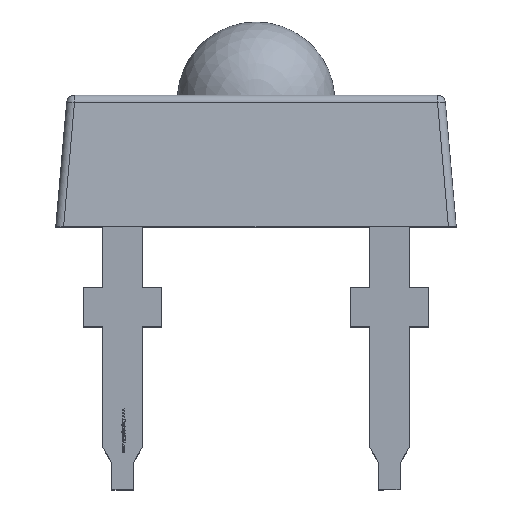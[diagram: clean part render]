
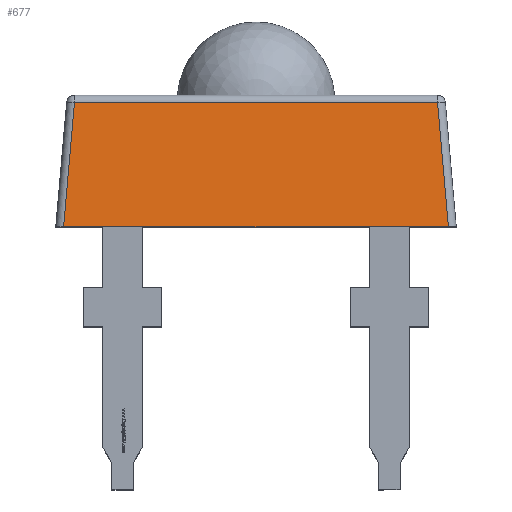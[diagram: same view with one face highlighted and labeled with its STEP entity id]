
A CAD part, top view. The second image highlights one B-rep face of the part: STEP entity #677.
In plain terms, the highlighted planar face has unit normal (0, 0.087, 0.996).
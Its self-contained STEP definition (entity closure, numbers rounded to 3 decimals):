
#221 = VERTEX_POINT ( 'NONE', #4589 ) ;
#658 = EDGE_CURVE ( 'NONE', #682, #684, #5886, .T. ) ;
#659 = ORIENTED_EDGE ( 'NONE', *, *, #660, .T. ) ;
#660 = EDGE_CURVE ( 'NONE', #684, #3910, #5881, .T. ) ;
#677 = ADVANCED_FACE ( 'NONE', ( #5906 ), #5950, .F. ) ;
#678 = EDGE_LOOP ( 'NONE', ( #679, #680, #683, #659 ) ) ;
#679 = ORIENTED_EDGE ( 'NONE', *, *, #3911, .F. ) ;
#680 = ORIENTED_EDGE ( 'NONE', *, *, #681, .T. ) ;
#681 = EDGE_CURVE ( 'NONE', #221, #682, #5949, .T. ) ;
#682 = VERTEX_POINT ( 'NONE', #5941 ) ;
#683 = ORIENTED_EDGE ( 'NONE', *, *, #658, .T. ) ;
#684 = VERTEX_POINT ( 'NONE', #5940 ) ;
#3910 = VERTEX_POINT ( 'NONE', #20474 ) ;
#3911 = EDGE_CURVE ( 'NONE', #221, #3910, #20473, .T. ) ;
#4589 = CARTESIAN_POINT ( 'NONE',  ( 3.661, -1.25, 3.81 ) ) ;
#5878 = DIRECTION ( 'NONE',  ( -0.087, -0.992, 0.087 ) ) ;
#5879 = VECTOR ( 'NONE', #5878, 1000. ) ;
#5880 = CARTESIAN_POINT ( 'NONE',  ( -3.662, -1.263, 3.811 ) ) ;
#5881 = LINE ( 'NONE', #5880, #5879 ) ;
#5883 = DIRECTION ( 'NONE',  ( -1., 0., 0. ) ) ;
#5884 = VECTOR ( 'NONE', #5883, 1000. ) ;
#5885 = CARTESIAN_POINT ( 'NONE',  ( -3.81, 1.113, 3.603 ) ) ;
#5886 = LINE ( 'NONE', #5885, #5884 ) ;
#5906 = FACE_OUTER_BOUND ( 'NONE', #678, .T. ) ;
#5940 = CARTESIAN_POINT ( 'NONE',  ( -3.454, 1.113, 3.603 ) ) ;
#5941 = CARTESIAN_POINT ( 'NONE',  ( 3.454, 1.113, 3.603 ) ) ;
#5942 = DIRECTION ( 'NONE',  ( -0.087, 0.992, -0.087 ) ) ;
#5943 = VECTOR ( 'NONE', #5942, 1000. ) ;
#5944 = CARTESIAN_POINT ( 'NONE',  ( 3.387, 1.875, 3.537 ) ) ;
#5945 = DIRECTION ( 'NONE',  ( 0., 0.996, -0.087 ) ) ;
#5946 = DIRECTION ( 'NONE',  ( 0., -0.087, -0.996 ) ) ;
#5947 = CARTESIAN_POINT ( 'NONE',  ( -3.81, 1.25, 3.591 ) ) ;
#5948 = AXIS2_PLACEMENT_3D ( 'NONE', #5947, #5946, #5945 ) ;
#5949 = LINE ( 'NONE', #5944, #5943 ) ;
#5950 = PLANE ( 'NONE',  #5948 ) ;
#20470 = DIRECTION ( 'NONE',  ( -1., 0., 0. ) ) ;
#20471 = VECTOR ( 'NONE', #20470, 1000. ) ;
#20472 = CARTESIAN_POINT ( 'NONE',  ( -6.379, -1.25, 3.81 ) ) ;
#20473 = LINE ( 'NONE', #20472, #20471 ) ;
#20474 = CARTESIAN_POINT ( 'NONE',  ( -3.661, -1.25, 3.81 ) ) ;
